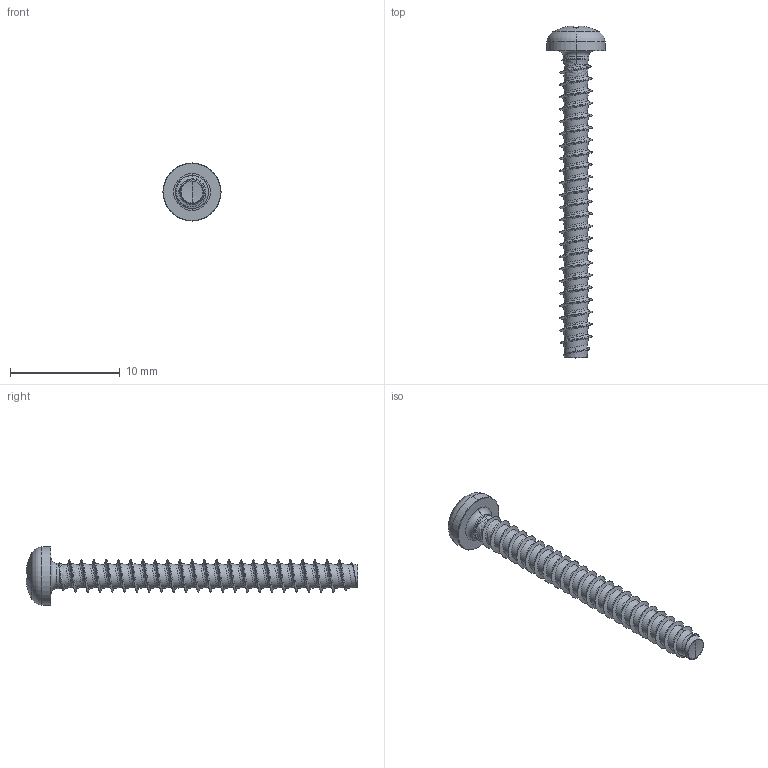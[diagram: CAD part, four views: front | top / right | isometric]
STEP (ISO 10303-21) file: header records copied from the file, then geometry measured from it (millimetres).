
FILE_DESCRIPTION (( 'STEP AP203' ), '1' );
FILE_NAME ('STP220300280.STEP', '2020-09-03T16:25:31', ( '' ), ( '' ), 'SwSTEP 2.0', 'SolidWorks 2015', '' );
FILE_SCHEMA (( 'CONFIG_CONTROL_DESIGN' ));
Length unit declared in the file: millimetre
Products named in the file (2): STP220300280
Bounding box: 5.3 x 30.27 x 5.3 mm (x, y, z)
Volume: 152.2 mm3; surface area: 382.7 mm2
Topology: 1 solids, 1 shells, 215 faces, 532 edges, 319 vertices
Faces by surface type: cylinder 74, bspline 55, plane 30, torus 28, sphere 20, cone 8
Entity records: 36398 total; most frequent: CARTESIAN_POINT 31799, ORIENTED_EDGE 1060, DIRECTION 800, EDGE_CURVE 530, AXIS2_PLACEMENT_3D 341, VERTEX_POINT 319, EDGE_LOOP 217, FACE_OUTER_BOUND 215
